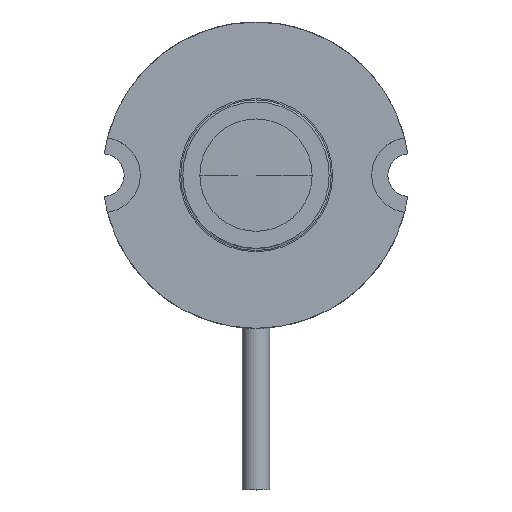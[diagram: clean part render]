
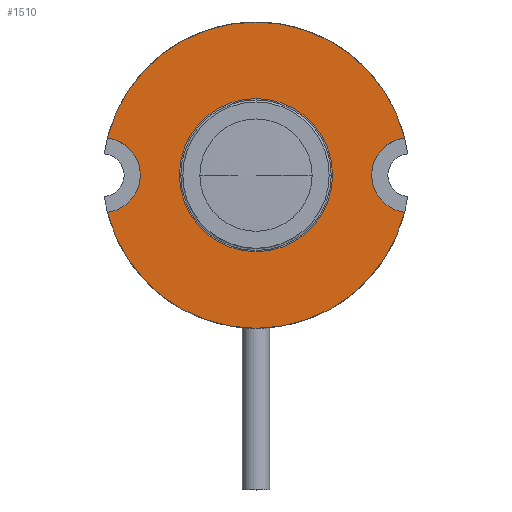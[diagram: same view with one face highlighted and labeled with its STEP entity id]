
A CAD part, top view. The second image highlights one B-rep face of the part: STEP entity #1510.
In plain terms, the highlighted planar face has unit normal (0, 0, 1).
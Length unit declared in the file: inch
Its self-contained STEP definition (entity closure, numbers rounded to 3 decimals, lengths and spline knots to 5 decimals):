
#1242=CARTESIAN_POINT('',(0.265,0.,0.06198));
#1243=VERTEX_POINT('',#1242);
#1252=CARTESIAN_POINT('',(-0.185,0.,0.06198));
#1253=VERTEX_POINT('',#1252);
#1254=CARTESIAN_POINT('',(0.04,0.,0.06198));
#1255=DIRECTION('',(0.0,0.0,-1.0));
#1256=DIRECTION('',(1.0,0.0,0.0));
#1257=AXIS2_PLACEMENT_3D('',#1254,#1255,#1256);
#1258=CIRCLE('',#1257,0.225);
#1259=EDGE_CURVE('',#1253,#1243,#1258,.T.);
#1408=CARTESIAN_POINT('',(-0.39656,0.10918,0.06198));
#1409=VERTEX_POINT('',#1408);
#1417=CARTESIAN_POINT('',(-0.39656,-0.10918,0.06198));
#1418=VERTEX_POINT('',#1417);
#1425=CARTESIAN_POINT('',(-0.41,0.,0.06198));
#1426=DIRECTION('',(0.0,0.0,-1.0));
#1427=DIRECTION('',(-1.0,0.0,0.0));
#1428=AXIS2_PLACEMENT_3D('',#1425,#1426,#1427);
#1429=CIRCLE('',#1428,0.11);
#1430=EDGE_CURVE('',#1409,#1418,#1429,.T.);
#1467=CARTESIAN_POINT('',(0.245,0.,0.06198));
#1468=DIRECTION('',(0.0,0.0,1.0));
#1469=DIRECTION('',(1.0,0.0,0.0));
#1470=AXIS2_PLACEMENT_3D('',#1467,#1468,#1469);
#1471=PLANE('',#1470);
#1472=ORIENTED_EDGE('',*,*,#1430,.T.);
#1473=CARTESIAN_POINT('',(0.47656,-0.10918,0.06198));
#1474=VERTEX_POINT('',#1473);
#1475=CARTESIAN_POINT('',(0.04,0.,0.06198));
#1476=DIRECTION('',(0.0,0.0,-1.0));
#1477=DIRECTION('',(1.0,0.0,0.0));
#1478=AXIS2_PLACEMENT_3D('',#1475,#1476,#1477);
#1479=CIRCLE('',#1478,0.45);
#1480=EDGE_CURVE('',#1474,#1418,#1479,.T.);
#1481=ORIENTED_EDGE('',*,*,#1480,.F.);
#1482=CARTESIAN_POINT('',(0.47656,0.10918,0.06198));
#1483=VERTEX_POINT('',#1482);
#1484=CARTESIAN_POINT('',(0.49,0.,0.06198));
#1485=DIRECTION('',(0.0,0.0,-1.0));
#1486=DIRECTION('',(1.0,0.0,0.0));
#1487=AXIS2_PLACEMENT_3D('',#1484,#1485,#1486);
#1488=CIRCLE('',#1487,0.11);
#1489=EDGE_CURVE('',#1474,#1483,#1488,.T.);
#1490=ORIENTED_EDGE('',*,*,#1489,.T.);
#1491=CARTESIAN_POINT('',(0.04,0.,0.06198));
#1492=DIRECTION('',(0.0,0.0,-1.0));
#1493=DIRECTION('',(1.0,0.0,0.0));
#1494=AXIS2_PLACEMENT_3D('',#1491,#1492,#1493);
#1495=CIRCLE('',#1494,0.45);
#1496=EDGE_CURVE('',#1409,#1483,#1495,.T.);
#1497=ORIENTED_EDGE('',*,*,#1496,.F.);
#1498=EDGE_LOOP('',(#1472,#1481,#1490,#1497));
#1499=FACE_OUTER_BOUND('',#1498,.T.);
#1500=CARTESIAN_POINT('',(0.04,0.,0.06198));
#1501=DIRECTION('',(0.0,0.0,-1.0));
#1502=DIRECTION('',(1.0,0.0,0.0));
#1503=AXIS2_PLACEMENT_3D('',#1500,#1501,#1502);
#1504=CIRCLE('',#1503,0.225);
#1505=EDGE_CURVE('',#1243,#1253,#1504,.T.);
#1506=ORIENTED_EDGE('',*,*,#1505,.T.);
#1507=ORIENTED_EDGE('',*,*,#1259,.T.);
#1508=EDGE_LOOP('',(#1506,#1507));
#1509=FACE_BOUND('',#1508,.T.);
#1510=ADVANCED_FACE('',(#1499,#1509),#1471,.T.);
